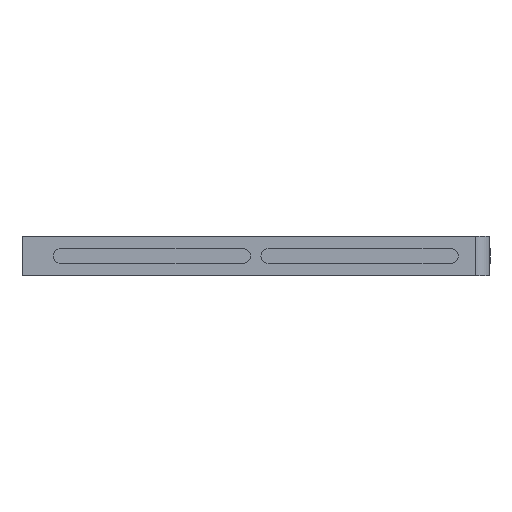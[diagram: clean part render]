
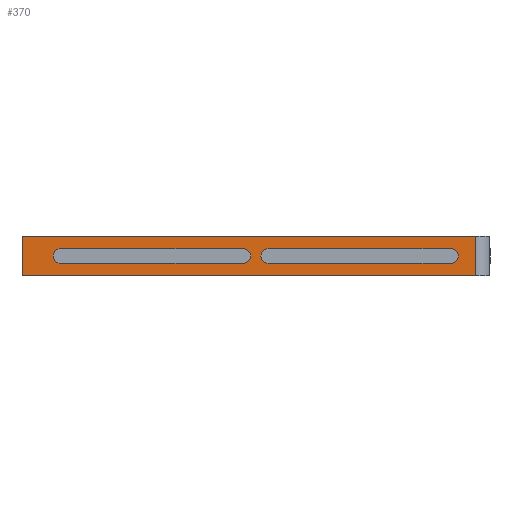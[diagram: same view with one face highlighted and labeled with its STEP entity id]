
A CAD part, left-side view. The second image highlights one B-rep face of the part: STEP entity #370.
In plain terms, the highlighted planar face has unit normal (-1, 0, 0).
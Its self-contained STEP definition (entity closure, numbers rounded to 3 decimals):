
#62=FACE_OUTER_BOUND('',#80,.T.);
#80=EDGE_LOOP('',(#274,#275,#276,#277));
#98=LINE('',#546,#134);
#99=LINE('',#548,#135);
#100=LINE('',#550,#136);
#101=LINE('',#551,#137);
#134=VECTOR('',#432,1.);
#135=VECTOR('',#433,1.);
#136=VECTOR('',#434,1.);
#137=VECTOR('',#435,1.);
#170=VERTEX_POINT('',#544);
#171=VERTEX_POINT('',#545);
#172=VERTEX_POINT('',#547);
#173=VERTEX_POINT('',#549);
#218=EDGE_CURVE('',#170,#171,#98,.T.);
#219=EDGE_CURVE('',#171,#172,#99,.T.);
#220=EDGE_CURVE('',#173,#172,#100,.T.);
#221=EDGE_CURVE('',#170,#173,#101,.T.);
#274=ORIENTED_EDGE('',*,*,#218,.T.);
#275=ORIENTED_EDGE('',*,*,#219,.T.);
#276=ORIENTED_EDGE('',*,*,#220,.F.);
#277=ORIENTED_EDGE('',*,*,#221,.F.);
#354=PLANE('',#390);
#370=ADVANCED_FACE('',(#62),#354,.T.);
#390=AXIS2_PLACEMENT_3D('',#543,#430,#431);
#430=DIRECTION('center_axis',(-1.,0.,0.));
#431=DIRECTION('ref_axis',(0.,0.,1.));
#432=DIRECTION('',(0.,0.,1.));
#433=DIRECTION('',(0.,1.,0.));
#434=DIRECTION('',(0.,0.,1.));
#435=DIRECTION('',(0.,1.,0.));
#543=CARTESIAN_POINT('Origin',(1.324,9.584,0.));
#544=CARTESIAN_POINT('',(1.324,9.584,0.));
#545=CARTESIAN_POINT('',(1.324,9.584,19.));
#546=CARTESIAN_POINT('',(1.324,9.584,0.));
#547=CARTESIAN_POINT('',(1.324,227.584,19.));
#548=CARTESIAN_POINT('',(1.324,9.584,19.));
#549=CARTESIAN_POINT('',(1.324,227.584,0.));
#550=CARTESIAN_POINT('',(1.324,227.584,0.));
#551=CARTESIAN_POINT('',(1.324,9.584,0.));
